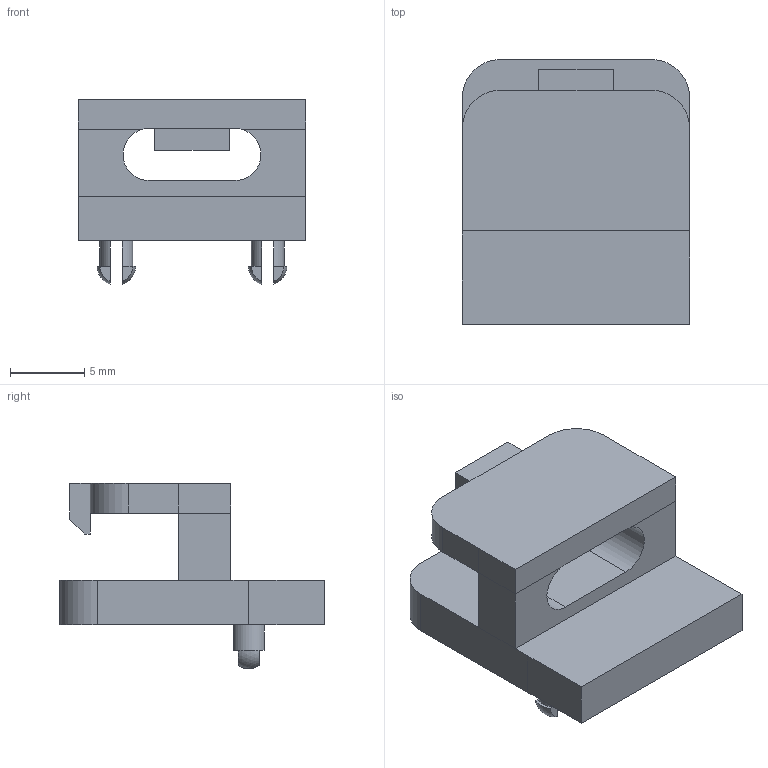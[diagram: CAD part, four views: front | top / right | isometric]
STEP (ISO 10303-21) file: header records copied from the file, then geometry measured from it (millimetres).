
FILE_DESCRIPTION(('FreeCAD Model'),'2;1');
FILE_NAME('Open CASCADE Shape Model','2024-09-21T14:15:46',('Author'),( ''),'Open CASCADE STEP processor 7.6','FreeCAD','Unknown');
FILE_SCHEMA(('AUTOMOTIVE_DESIGN { 1 0 10303 214 1 1 1 1 }'));
Length unit declared in the file: millimetre
Products named in the file (1): Body
Bounding box: 15.24 x 17.78 x 12.43 mm (x, y, z)
Volume: 1144.9 mm3; surface area: 1269.8 mm2
Topology: 1 solids, 1 shells, 86 faces, 219 edges, 134 vertices
Faces by surface type: plane 70, cylinder 12, sphere 4
Entity records: 2585 total; most frequent: DIRECTION 453, CARTESIAN_POINT 440, ORIENTED_EDGE 438, EDGE_CURVE 219, LINE 159, VECTOR 159, AXIS2_PLACEMENT_3D 147, VERTEX_POINT 134
